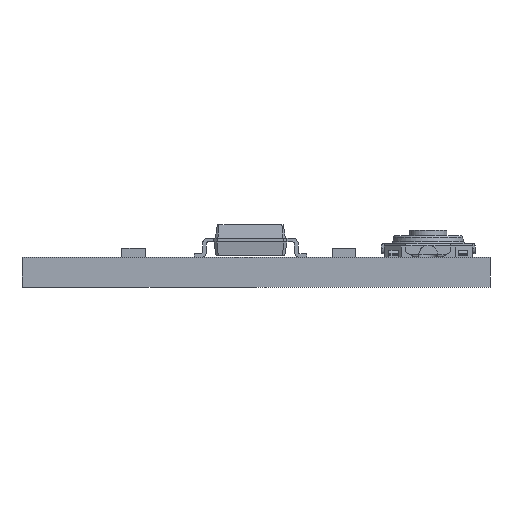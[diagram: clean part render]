
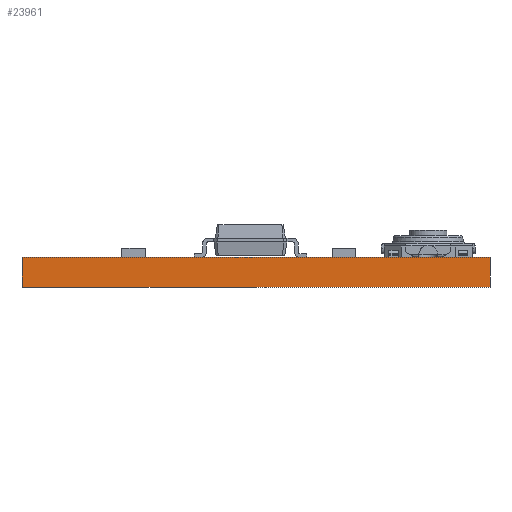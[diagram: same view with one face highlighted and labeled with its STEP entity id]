
A CAD part, left-side view. The second image highlights one B-rep face of the part: STEP entity #23961.
In plain terms, the highlighted planar face has unit normal (-1, 0, 0).
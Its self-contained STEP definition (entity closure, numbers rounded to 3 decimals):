
#23845 = EDGE_CURVE('',#23846,#23848,#23850,.T.);
#23846 = VERTEX_POINT('',#23847);
#23847 = CARTESIAN_POINT('',(-12.5,12.5,0.));
#23848 = VERTEX_POINT('',#23849);
#23849 = CARTESIAN_POINT('',(-12.5,12.5,1.6));
#23850 = SURFACE_CURVE('',#23851,(#23855,#23867),.PCURVE_S1.);
#23851 = LINE('',#23852,#23853);
#23852 = CARTESIAN_POINT('',(-12.5,12.5,0.));
#23853 = VECTOR('',#23854,1.);
#23854 = DIRECTION('',(0.,0.,1.));
#23855 = PCURVE('',#23856,#23861);
#23856 = PLANE('',#23857);
#23857 = AXIS2_PLACEMENT_3D('',#23858,#23859,#23860);
#23858 = CARTESIAN_POINT('',(-12.5,12.5,0.));
#23859 = DIRECTION('',(0.,1.,0.));
#23860 = DIRECTION('',(1.,0.,0.));
#23861 = DEFINITIONAL_REPRESENTATION('',(#23862),#23866);
#23862 = LINE('',#23863,#23864);
#23863 = CARTESIAN_POINT('',(0.,0.));
#23864 = VECTOR('',#23865,1.);
#23865 = DIRECTION('',(0.,-1.));
#23866 = ( GEOMETRIC_REPRESENTATION_CONTEXT(2) 
PARAMETRIC_REPRESENTATION_CONTEXT() REPRESENTATION_CONTEXT('2D SPACE',''
  ) );
#23867 = PCURVE('',#23868,#23873);
#23868 = PLANE('',#23869);
#23869 = AXIS2_PLACEMENT_3D('',#23870,#23871,#23872);
#23870 = CARTESIAN_POINT('',(-12.5,-12.5,0.));
#23871 = DIRECTION('',(-1.,0.,0.));
#23872 = DIRECTION('',(0.,1.,0.));
#23873 = DEFINITIONAL_REPRESENTATION('',(#23874),#23878);
#23874 = LINE('',#23875,#23876);
#23875 = CARTESIAN_POINT('',(25.,0.));
#23876 = VECTOR('',#23877,1.);
#23877 = DIRECTION('',(0.,-1.));
#23878 = ( GEOMETRIC_REPRESENTATION_CONTEXT(2) 
PARAMETRIC_REPRESENTATION_CONTEXT() REPRESENTATION_CONTEXT('2D SPACE',''
  ) );
#23896 = PLANE('',#23897);
#23897 = AXIS2_PLACEMENT_3D('',#23898,#23899,#23900);
#23898 = CARTESIAN_POINT('',(0.,0.,1.6));
#23899 = DIRECTION('',(-0.,-0.,-1.));
#23900 = DIRECTION('',(-1.,0.,0.));
#23950 = PLANE('',#23951);
#23951 = AXIS2_PLACEMENT_3D('',#23952,#23953,#23954);
#23952 = CARTESIAN_POINT('',(0.,0.,0.));
#23953 = DIRECTION('',(-0.,-0.,-1.));
#23954 = DIRECTION('',(-1.,0.,0.));
#23961 = ADVANCED_FACE('',(#23962),#23868,.T.);
#23962 = FACE_BOUND('',#23963,.T.);
#23963 = EDGE_LOOP('',(#23964,#23994,#24015,#24016));
#23964 = ORIENTED_EDGE('',*,*,#23965,.T.);
#23965 = EDGE_CURVE('',#23966,#23968,#23970,.T.);
#23966 = VERTEX_POINT('',#23967);
#23967 = CARTESIAN_POINT('',(-12.5,-12.5,0.));
#23968 = VERTEX_POINT('',#23969);
#23969 = CARTESIAN_POINT('',(-12.5,-12.5,1.6));
#23970 = SURFACE_CURVE('',#23971,(#23975,#23982),.PCURVE_S1.);
#23971 = LINE('',#23972,#23973);
#23972 = CARTESIAN_POINT('',(-12.5,-12.5,0.));
#23973 = VECTOR('',#23974,1.);
#23974 = DIRECTION('',(0.,0.,1.));
#23975 = PCURVE('',#23868,#23976);
#23976 = DEFINITIONAL_REPRESENTATION('',(#23977),#23981);
#23977 = LINE('',#23978,#23979);
#23978 = CARTESIAN_POINT('',(0.,0.));
#23979 = VECTOR('',#23980,1.);
#23980 = DIRECTION('',(0.,-1.));
#23981 = ( GEOMETRIC_REPRESENTATION_CONTEXT(2) 
PARAMETRIC_REPRESENTATION_CONTEXT() REPRESENTATION_CONTEXT('2D SPACE',''
  ) );
#23982 = PCURVE('',#23983,#23988);
#23983 = PLANE('',#23984);
#23984 = AXIS2_PLACEMENT_3D('',#23985,#23986,#23987);
#23985 = CARTESIAN_POINT('',(12.5,-12.5,0.));
#23986 = DIRECTION('',(0.,-1.,0.));
#23987 = DIRECTION('',(-1.,0.,0.));
#23988 = DEFINITIONAL_REPRESENTATION('',(#23989),#23993);
#23989 = LINE('',#23990,#23991);
#23990 = CARTESIAN_POINT('',(25.,0.));
#23991 = VECTOR('',#23992,1.);
#23992 = DIRECTION('',(0.,-1.));
#23993 = ( GEOMETRIC_REPRESENTATION_CONTEXT(2) 
PARAMETRIC_REPRESENTATION_CONTEXT() REPRESENTATION_CONTEXT('2D SPACE',''
  ) );
#23994 = ORIENTED_EDGE('',*,*,#23995,.T.);
#23995 = EDGE_CURVE('',#23968,#23848,#23996,.T.);
#23996 = SURFACE_CURVE('',#23997,(#24001,#24008),.PCURVE_S1.);
#23997 = LINE('',#23998,#23999);
#23998 = CARTESIAN_POINT('',(-12.5,-12.5,1.6));
#23999 = VECTOR('',#24000,1.);
#24000 = DIRECTION('',(0.,1.,0.));
#24001 = PCURVE('',#23868,#24002);
#24002 = DEFINITIONAL_REPRESENTATION('',(#24003),#24007);
#24003 = LINE('',#24004,#24005);
#24004 = CARTESIAN_POINT('',(0.,-1.6));
#24005 = VECTOR('',#24006,1.);
#24006 = DIRECTION('',(1.,0.));
#24007 = ( GEOMETRIC_REPRESENTATION_CONTEXT(2) 
PARAMETRIC_REPRESENTATION_CONTEXT() REPRESENTATION_CONTEXT('2D SPACE',''
  ) );
#24008 = PCURVE('',#23896,#24009);
#24009 = DEFINITIONAL_REPRESENTATION('',(#24010),#24014);
#24010 = LINE('',#24011,#24012);
#24011 = CARTESIAN_POINT('',(12.5,-12.5));
#24012 = VECTOR('',#24013,1.);
#24013 = DIRECTION('',(0.,1.));
#24014 = ( GEOMETRIC_REPRESENTATION_CONTEXT(2) 
PARAMETRIC_REPRESENTATION_CONTEXT() REPRESENTATION_CONTEXT('2D SPACE',''
  ) );
#24015 = ORIENTED_EDGE('',*,*,#23845,.F.);
#24016 = ORIENTED_EDGE('',*,*,#24017,.F.);
#24017 = EDGE_CURVE('',#23966,#23846,#24018,.T.);
#24018 = SURFACE_CURVE('',#24019,(#24023,#24030),.PCURVE_S1.);
#24019 = LINE('',#24020,#24021);
#24020 = CARTESIAN_POINT('',(-12.5,-12.5,0.));
#24021 = VECTOR('',#24022,1.);
#24022 = DIRECTION('',(0.,1.,0.));
#24023 = PCURVE('',#23868,#24024);
#24024 = DEFINITIONAL_REPRESENTATION('',(#24025),#24029);
#24025 = LINE('',#24026,#24027);
#24026 = CARTESIAN_POINT('',(0.,0.));
#24027 = VECTOR('',#24028,1.);
#24028 = DIRECTION('',(1.,0.));
#24029 = ( GEOMETRIC_REPRESENTATION_CONTEXT(2) 
PARAMETRIC_REPRESENTATION_CONTEXT() REPRESENTATION_CONTEXT('2D SPACE',''
  ) );
#24030 = PCURVE('',#23950,#24031);
#24031 = DEFINITIONAL_REPRESENTATION('',(#24032),#24036);
#24032 = LINE('',#24033,#24034);
#24033 = CARTESIAN_POINT('',(12.5,-12.5));
#24034 = VECTOR('',#24035,1.);
#24035 = DIRECTION('',(0.,1.));
#24036 = ( GEOMETRIC_REPRESENTATION_CONTEXT(2) 
PARAMETRIC_REPRESENTATION_CONTEXT() REPRESENTATION_CONTEXT('2D SPACE',''
  ) );
